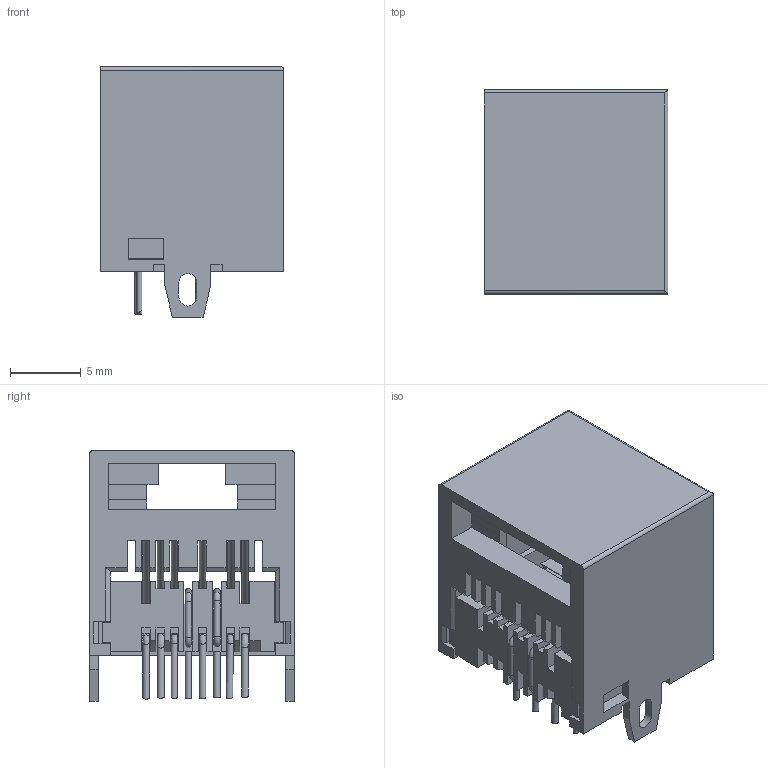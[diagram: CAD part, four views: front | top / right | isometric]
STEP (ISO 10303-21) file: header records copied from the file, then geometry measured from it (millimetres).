
FILE_DESCRIPTION(/* description */ ('Unknown'),/* implementation_level */ '2;1');
FILE_NAME(/* name */ '615008160021',/* time_stamp */ '2019-08-16T11:18:23+02:00',/* author */ ('Unknown'),/* organization */ ('Unknown'),/* preprocessor_version */ 'ST-DEVELOPER v16.7',/* originating_system */ 'DEX',/* authorisation */ $);
FILE_SCHEMA (('AUTOMOTIVE_DESIGN {1 0 10303 214 3 1 1}'));
Length unit declared in the file: millimetre
Products named in the file (6): 615008160021; 615008160021_insert; 615008160021_pin; 615008160021_housing; 615008160021_pin3; 615008160021_pin2
Assembly tree (10 placements, depth 2):
  615008160021
    615008160021_insert
    615008160021_pin  x2
    615008160021_housing
    615008160021_pin3  x2
    615008160021_pin2  x4
Bounding box: 13 x 14.48 x 17.73 mm (x, y, z)
Volume: 1084.1 mm3; surface area: 2707.5 mm2
Topology: 10 solids, 10 shells, 402 faces, 1145 edges, 742 vertices
Faces by surface type: plane 335, bspline 32, cylinder 29, torus 6
Full cylindrical faces by diameter (mm): 0.46 x10
Entity records: 12269 total; most frequent: CARTESIAN_POINT 2454, ORIENTED_EDGE 2118, DIRECTION 1813, EDGE_CURVE 1059, LINE 975, VECTOR 975, VERTEX_POINT 704, AXIS2_PLACEMENT_3D 419
